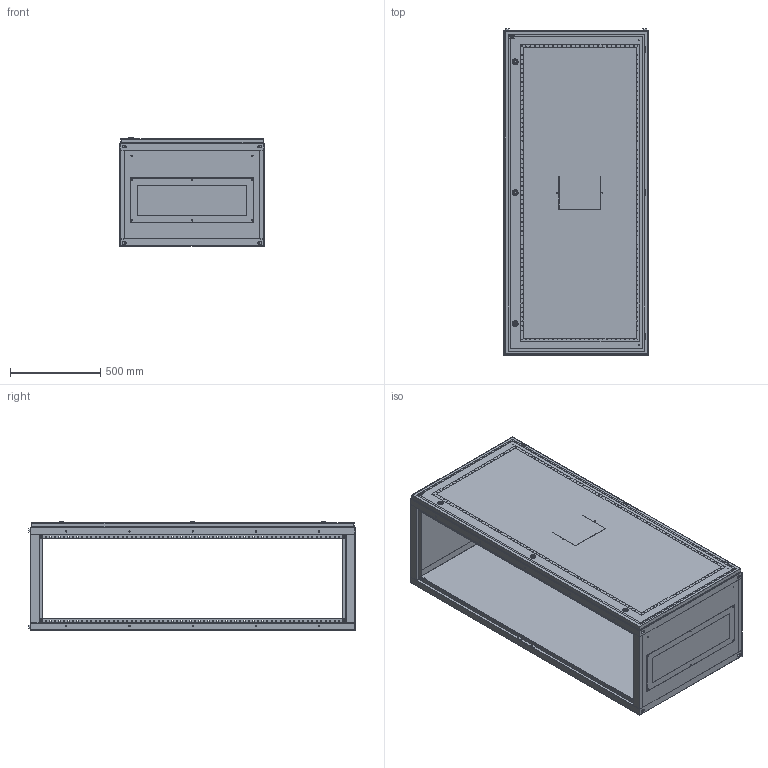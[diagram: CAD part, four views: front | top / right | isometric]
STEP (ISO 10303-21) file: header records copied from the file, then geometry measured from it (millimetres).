
FILE_DESCRIPTION (( 'STEP AP214' ), '1' );
FILE_NAME ('ÂÐÓ ñáîðíûé êîðïóñ 1800õ800õ600 IP54 SMART.STEP', '2024-04-09T13:44:07', ( '' ), ( '' ), 'SwSTEP 2.0', 'SolidWorks 2022', '' );
FILE_SCHEMA (( 'AUTOMOTIVE_DESIGN' ));
Length unit declared in the file: millimetre
Products named in the file (3): ВРУ сборный корпус 1800х800х600 IP54 SMART; Каркас ВРУ 1800х800х600 IP54; Дверь для ВРУ-1 1800х800 IP54
Assembly tree (2 placements, depth 2):
  ВРУ сборный корпус 1800х800х600 IP54 SMART
    Каркас ВРУ 1800х800х600 IP54
    Дверь для ВРУ-1 1800х800 IP54
Bounding box: 800 x 1809.5 x 600.5 mm (x, y, z)
Volume: 8638416.4 mm3; surface area: 10228810.7 mm2
Topology: 36 solids, 40 shells, 3414 faces, 8774 edges, 5630 vertices
Faces by surface type: plane 2239, cylinder 826, cone 194, bspline 61, sphere 56, torus 38
Entity records: 106825 total; most frequent: CARTESIAN_POINT 21166, ORIENTED_EDGE 17420, DIRECTION 16767, EDGE_CURVE 8710, VECTOR 6257, LINE 6257, VERTEX_POINT 5630, AXIS2_PLACEMENT_3D 5255
